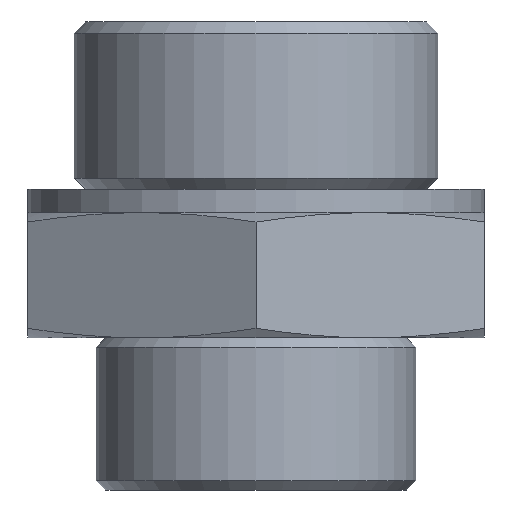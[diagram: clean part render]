
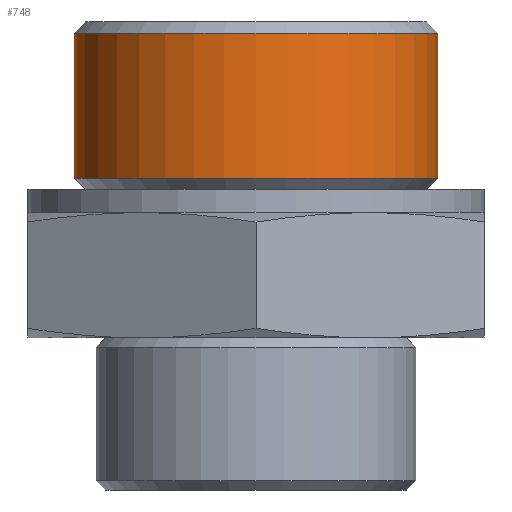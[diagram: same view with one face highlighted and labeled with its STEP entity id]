
A CAD part, front view. The second image highlights one B-rep face of the part: STEP entity #748.
In plain terms, the highlighted cylindrical face has radius 23.901 mm (diameter 47.803 mm), a full revolution.
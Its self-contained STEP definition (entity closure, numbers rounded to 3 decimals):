
#40=CYLINDRICAL_SURFACE('',#820,23.902);
#64=CIRCLE('',#782,23.902);
#82=CIRCLE('',#819,23.902);
#165=ORIENTED_EDGE('',*,*,#234,.T.);
#166=ORIENTED_EDGE('',*,*,#256,.F.);
#234=EDGE_CURVE('',#286,#286,#64,.T.);
#256=EDGE_CURVE('',#304,#304,#82,.T.);
#286=VERTEX_POINT('',#1096);
#304=VERTEX_POINT('',#1167);
#377=EDGE_LOOP('',(#165));
#378=EDGE_LOOP('',(#166));
#433=FACE_BOUND('',#377,.T.);
#434=FACE_BOUND('',#378,.T.);
#748=ADVANCED_FACE('',(#433,#434),#40,.T.);
#782=AXIS2_PLACEMENT_3D('',#1095,#873,#874);
#819=AXIS2_PLACEMENT_3D('',#1166,#947,#948);
#820=AXIS2_PLACEMENT_3D('',#1168,#949,#950);
#873=DIRECTION('',(0.,0.,-1.));
#874=DIRECTION('',(-1.,0.,0.));
#947=DIRECTION('',(0.,0.,-1.));
#948=DIRECTION('',(-1.,0.,0.));
#949=DIRECTION('',(0.,0.,-1.));
#950=DIRECTION('',(-1.,0.,0.));
#1095=CARTESIAN_POINT('',(0.,0.,20.521));
#1096=CARTESIAN_POINT('',(-23.902,0.,20.521));
#1166=CARTESIAN_POINT('',(0.,0.,1.479));
#1167=CARTESIAN_POINT('',(-23.902,0.,1.479));
#1168=CARTESIAN_POINT('',(0.,0.,-39.5));
